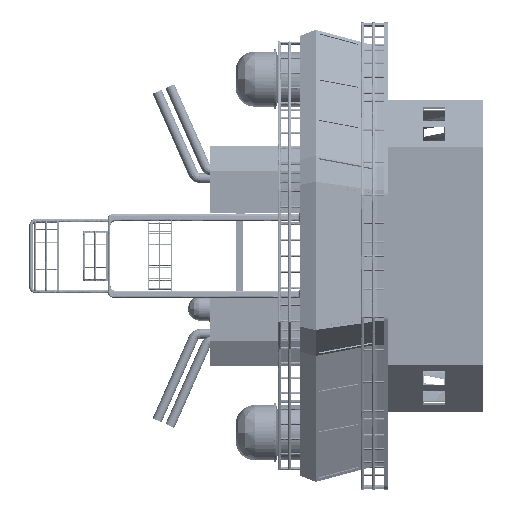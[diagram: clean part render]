
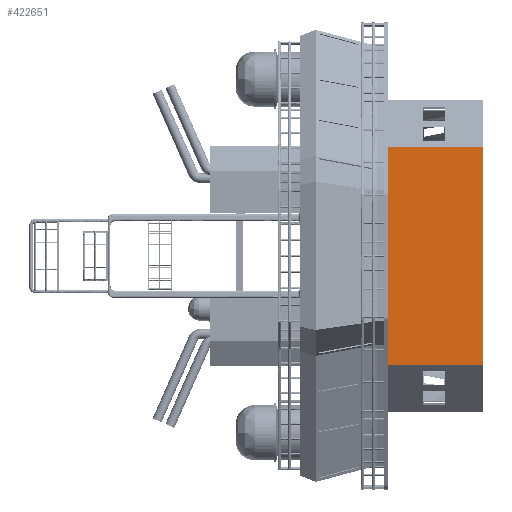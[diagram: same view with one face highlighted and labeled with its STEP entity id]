
A CAD part, left-side view. The second image highlights one B-rep face of the part: STEP entity #422651.
In plain terms, the highlighted free-form (B-spline) face has degree [1, 1] with [2, 2] control points.
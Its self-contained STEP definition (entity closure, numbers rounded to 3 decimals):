
#422651 = ADVANCED_FACE('',(#422652),#422682,.T.);
#422652 = FACE_BOUND('',#422653,.T.);
#422653 = EDGE_LOOP('',(#422654,#422663,#422670,#422677));
#422654 = ORIENTED_EDGE('',*,*,#422655,.T.);
#422655 = EDGE_CURVE('',#422656,#422658,#422660,.T.);
#422656 = VERTEX_POINT('',#422657);
#422657 = CARTESIAN_POINT('',(-571.818,379.459,
    92.178));
#422658 = VERTEX_POINT('',#422659);
#422659 = CARTESIAN_POINT('',(-571.841,379.459,
    -92.017));
#422660 = B_SPLINE_CURVE_WITH_KNOTS('',1,(#422661,#422662),
  .UNSPECIFIED.,.F.,.F.,(2,2),(0.,137.807),
  .PIECEWISE_BEZIER_KNOTS.);
#422661 = CARTESIAN_POINT('',(-571.818,379.459,
    92.178));
#422662 = CARTESIAN_POINT('',(-571.841,379.459,
    -92.017));
#422663 = ORIENTED_EDGE('',*,*,#422664,.T.);
#422664 = EDGE_CURVE('',#422658,#422665,#422667,.T.);
#422665 = VERTEX_POINT('',#422666);
#422666 = CARTESIAN_POINT('',(-571.841,299.396,
    -92.017));
#422667 = B_SPLINE_CURVE_WITH_KNOTS('',1,(#422668,#422669),
  .UNSPECIFIED.,.F.,.F.,(2,2),(0.,59.9),.PIECEWISE_BEZIER_KNOTS.);
#422668 = CARTESIAN_POINT('',(-571.841,379.459,
    -92.017));
#422669 = CARTESIAN_POINT('',(-571.841,299.396,
    -92.017));
#422670 = ORIENTED_EDGE('',*,*,#422671,.T.);
#422671 = EDGE_CURVE('',#422665,#422672,#422674,.T.);
#422672 = VERTEX_POINT('',#422673);
#422673 = CARTESIAN_POINT('',(-571.818,299.396,
    92.178));
#422674 = B_SPLINE_CURVE_WITH_KNOTS('',1,(#422675,#422676),
  .UNSPECIFIED.,.F.,.F.,(2,2),(0.,137.807),
  .PIECEWISE_BEZIER_KNOTS.);
#422675 = CARTESIAN_POINT('',(-571.841,299.396,
    -92.017));
#422676 = CARTESIAN_POINT('',(-571.818,299.396,
    92.178));
#422677 = ORIENTED_EDGE('',*,*,#422678,.T.);
#422678 = EDGE_CURVE('',#422672,#422656,#422679,.T.);
#422679 = B_SPLINE_CURVE_WITH_KNOTS('',1,(#422680,#422681),
  .UNSPECIFIED.,.F.,.F.,(2,2),(0.,59.9),.PIECEWISE_BEZIER_KNOTS.);
#422680 = CARTESIAN_POINT('',(-571.818,299.396,
    92.178));
#422681 = CARTESIAN_POINT('',(-571.818,379.459,
    92.178));
#422682 = B_SPLINE_SURFACE_WITH_KNOTS('',1,1,(
    (#422683,#422684)
    ,(#422685,#422686
    )),.UNSPECIFIED.,.F.,.F.,.F.,(2,2),(2,2),(0.,1.),(0.,1.),
  .PIECEWISE_BEZIER_KNOTS.);
#422683 = CARTESIAN_POINT('',(-571.841,299.396,
    -92.017));
#422684 = CARTESIAN_POINT('',(-571.841,379.459,
    -92.017));
#422685 = CARTESIAN_POINT('',(-571.818,299.396,
    92.178));
#422686 = CARTESIAN_POINT('',(-571.818,379.459,
    92.178));
